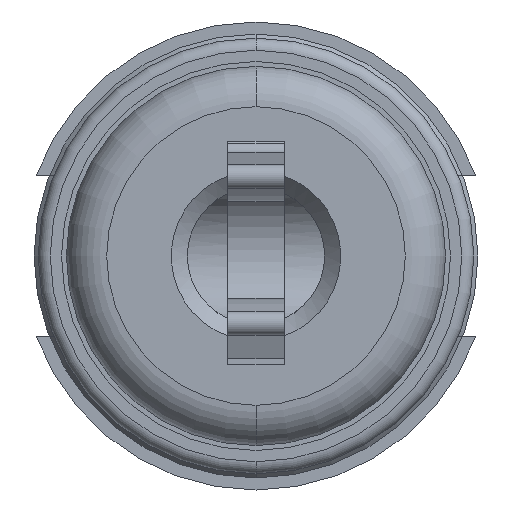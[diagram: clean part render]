
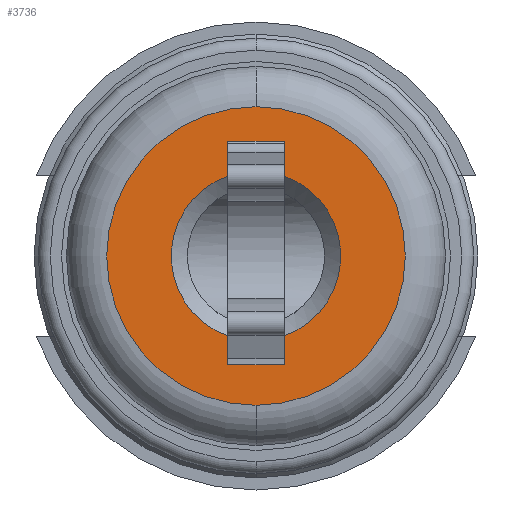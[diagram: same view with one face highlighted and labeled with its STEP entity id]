
A CAD part, front view. The second image highlights one B-rep face of the part: STEP entity #3736.
In plain terms, the highlighted planar face has unit normal (0, -1, 0).
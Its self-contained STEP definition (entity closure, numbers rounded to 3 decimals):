
#32 = LINE ( 'NONE', #1883, #1229 ) ;
#119 = DIRECTION ( 'NONE',  ( 0., -1., 0. ) ) ;
#171 = CIRCLE ( 'NONE', #3141, 1.85 ) ;
#254 = EDGE_CURVE ( 'NONE', #1476, #1499, #171, .T. ) ;
#308 = CARTESIAN_POINT ( 'NONE',  ( 2.4, -1.5, -1.76 ) ) ;
#383 = VECTOR ( 'NONE', #3312, 1000. ) ;
#388 = FACE_OUTER_BOUND ( 'NONE', #2359, .T. ) ;
#444 = CARTESIAN_POINT ( 'NONE',  ( 3.1, -1.5, -4.1 ) ) ;
#586 = FACE_BOUND ( 'NONE', #3985, .T. ) ;
#592 = CARTESIAN_POINT ( 'NONE',  ( 2.75, -1.5, -2.75 ) ) ;
#620 = CARTESIAN_POINT ( 'NONE',  ( 3.1, -1.5, -1.553 ) ) ;
#636 = AXIS2_PLACEMENT_3D ( 'NONE', #1264, #3697, #2870 ) ;
#848 = LINE ( 'NONE', #2151, #2208 ) ;
#886 = LINE ( 'NONE', #2832, #2242 ) ;
#944 = CARTESIAN_POINT ( 'NONE',  ( 2.75, -1.5, -2.75 ) ) ;
#983 = DIRECTION ( 'NONE',  ( 0., 0., -1. ) ) ;
#1033 = VERTEX_POINT ( 'NONE', #1984 ) ;
#1110 = CARTESIAN_POINT ( 'NONE',  ( 3.1, -1.5, -3.74 ) ) ;
#1168 = VERTEX_POINT ( 'NONE', #1999 ) ;
#1229 = VECTOR ( 'NONE', #3114, 1000. ) ;
#1264 = CARTESIAN_POINT ( 'NONE',  ( 2.75, -1.5, -2.75 ) ) ;
#1392 = EDGE_CURVE ( 'NONE', #4510, #1033, #4994, .T. ) ;
#1476 = VERTEX_POINT ( 'NONE', #2697 ) ;
#1481 = VERTEX_POINT ( 'NONE', #308 ) ;
#1499 = VERTEX_POINT ( 'NONE', #5098 ) ;
#1541 = ORIENTED_EDGE ( 'NONE', *, *, #4328, .T. ) ;
#1646 = LINE ( 'NONE', #2897, #383 ) ;
#1744 = CARTESIAN_POINT ( 'NONE',  ( 3.1, -1.5, -1.325 ) ) ;
#1883 = CARTESIAN_POINT ( 'NONE',  ( 3.1, -1.5, -3.95 ) ) ;
#1901 = LINE ( 'NONE', #5009, #5055 ) ;
#1944 = CIRCLE ( 'NONE', #3177, 1.85 ) ;
#1984 = CARTESIAN_POINT ( 'NONE',  ( 3.1, -1.5, -1.76 ) ) ;
#1999 = CARTESIAN_POINT ( 'NONE',  ( 2.4, -1.5, -1.325 ) ) ;
#2151 = CARTESIAN_POINT ( 'NONE',  ( 2.4, -1.5, -1.553 ) ) ;
#2208 = VECTOR ( 'NONE', #5051, 1000. ) ;
#2242 = VECTOR ( 'NONE', #2490, 1000. ) ;
#2271 = DIRECTION ( 'NONE',  ( 0., 0., -1. ) ) ;
#2359 = EDGE_LOOP ( 'NONE', ( #3487, #1541 ) ) ;
#2385 = ORIENTED_EDGE ( 'NONE', *, *, #2971, .T. ) ;
#2490 = DIRECTION ( 'NONE',  ( 0., 0., 1. ) ) ;
#2518 = DIRECTION ( 'NONE',  ( 0., 0., -1. ) ) ;
#2693 = CARTESIAN_POINT ( 'NONE',  ( 2.75, -1.5, -2.75 ) ) ;
#2697 = CARTESIAN_POINT ( 'NONE',  ( 2.75, -1.5, -4.6 ) ) ;
#2722 = ORIENTED_EDGE ( 'NONE', *, *, #2819, .T. ) ;
#2819 = EDGE_CURVE ( 'NONE', #5185, #3040, #886, .T. ) ;
#2832 = CARTESIAN_POINT ( 'NONE',  ( 2.4, -1.5, -3.95 ) ) ;
#2834 = ORIENTED_EDGE ( 'NONE', *, *, #4358, .T. ) ;
#2856 = VERTEX_POINT ( 'NONE', #444 ) ;
#2870 = DIRECTION ( 'NONE',  ( 0., 0., -1. ) ) ;
#2897 = CARTESIAN_POINT ( 'NONE',  ( 3.1, -1.5, -4.1 ) ) ;
#2929 = ORIENTED_EDGE ( 'NONE', *, *, #1392, .T. ) ;
#2935 = DIRECTION ( 'NONE',  ( 0., 0., -1. ) ) ;
#2936 = DIRECTION ( 'NONE',  ( 0., -1., 0. ) ) ;
#2971 = EDGE_CURVE ( 'NONE', #1033, #5124, #4376, .T. ) ;
#2994 = DIRECTION ( 'NONE',  ( 0., 1., 0. ) ) ;
#3040 = VERTEX_POINT ( 'NONE', #4657 ) ;
#3098 = VECTOR ( 'NONE', #3416, 1000. ) ;
#3114 = DIRECTION ( 'NONE',  ( 0., 0., 1. ) ) ;
#3131 = EDGE_CURVE ( 'NONE', #2856, #5124, #32, .T. ) ;
#3141 = AXIS2_PLACEMENT_3D ( 'NONE', #944, #119, #2935 ) ;
#3177 = AXIS2_PLACEMENT_3D ( 'NONE', #3689, #2936, #2518 ) ;
#3312 = DIRECTION ( 'NONE',  ( -1., 0., 0. ) ) ;
#3416 = DIRECTION ( 'NONE',  ( 0., 0., -1. ) ) ;
#3486 = AXIS2_PLACEMENT_3D ( 'NONE', #2693, #4306, #2271 ) ;
#3487 = ORIENTED_EDGE ( 'NONE', *, *, #254, .T. ) ;
#3677 = PLANE ( 'NONE',  #636 ) ;
#3689 = CARTESIAN_POINT ( 'NONE',  ( 2.75, -1.5, -2.75 ) ) ;
#3697 = DIRECTION ( 'NONE',  ( 0., -1., 0. ) ) ;
#3723 = ORIENTED_EDGE ( 'NONE', *, *, #4734, .T. ) ;
#3736 = ADVANCED_FACE ( 'NONE', ( #388, #586 ), #3677, .T. ) ;
#3815 = ORIENTED_EDGE ( 'NONE', *, *, #4574, .F. ) ;
#3879 = CIRCLE ( 'NONE', #3486, 1.05 ) ;
#3985 = EDGE_LOOP ( 'NONE', ( #2722, #3723, #3815, #4454, #2929, #2385, #4815, #2834 ) ) ;
#4306 = DIRECTION ( 'NONE',  ( 0., 1., 0. ) ) ;
#4328 = EDGE_CURVE ( 'NONE', #1499, #1476, #1944, .T. ) ;
#4358 = EDGE_CURVE ( 'NONE', #2856, #5185, #1646, .T. ) ;
#4376 = CIRCLE ( 'NONE', #4580, 1.05 ) ;
#4454 = ORIENTED_EDGE ( 'NONE', *, *, #4556, .T. ) ;
#4510 = VERTEX_POINT ( 'NONE', #1744 ) ;
#4556 = EDGE_CURVE ( 'NONE', #1168, #4510, #1901, .T. ) ;
#4574 = EDGE_CURVE ( 'NONE', #1168, #1481, #848, .T. ) ;
#4580 = AXIS2_PLACEMENT_3D ( 'NONE', #592, #2994, #983 ) ;
#4624 = DIRECTION ( 'NONE',  ( 1., 0., 0. ) ) ;
#4657 = CARTESIAN_POINT ( 'NONE',  ( 2.4, -1.5, -3.74 ) ) ;
#4734 = EDGE_CURVE ( 'NONE', #3040, #1481, #3879, .T. ) ;
#4748 = CARTESIAN_POINT ( 'NONE',  ( 2.4, -1.5, -4.1 ) ) ;
#4815 = ORIENTED_EDGE ( 'NONE', *, *, #3131, .F. ) ;
#4994 = LINE ( 'NONE', #620, #3098 ) ;
#5009 = CARTESIAN_POINT ( 'NONE',  ( 2.4, -1.5, -1.325 ) ) ;
#5051 = DIRECTION ( 'NONE',  ( 0., 0., -1. ) ) ;
#5055 = VECTOR ( 'NONE', #4624, 1000. ) ;
#5098 = CARTESIAN_POINT ( 'NONE',  ( 2.75, -1.5, -0.9 ) ) ;
#5124 = VERTEX_POINT ( 'NONE', #1110 ) ;
#5185 = VERTEX_POINT ( 'NONE', #4748 ) ;
